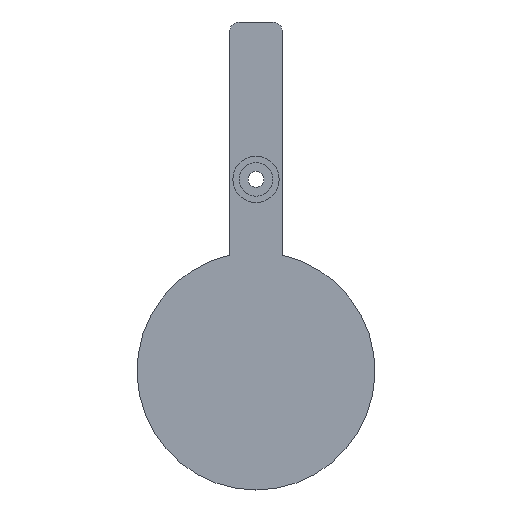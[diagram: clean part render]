
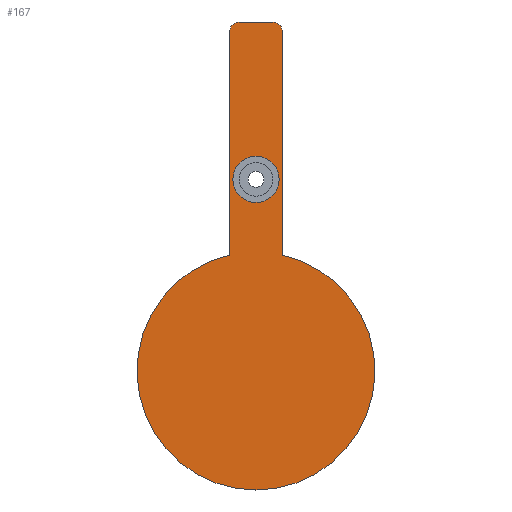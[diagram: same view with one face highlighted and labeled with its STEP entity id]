
A CAD part, top view. The second image highlights one B-rep face of the part: STEP entity #167.
In plain terms, the highlighted planar face has unit normal (0, 0, 1).
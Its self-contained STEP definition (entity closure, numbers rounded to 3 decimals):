
#24 = VERTEX_POINT('',#25);
#25 = CARTESIAN_POINT('',(-2.5,52.81,1.5));
#31 = EDGE_CURVE('',#24,#32,#34,.T.);
#32 = VERTEX_POINT('',#33);
#33 = CARTESIAN_POINT('',(-4.,51.31,1.5));
#34 = CIRCLE('',#35,1.5);
#35 = AXIS2_PLACEMENT_3D('',#36,#37,#38);
#36 = CARTESIAN_POINT('',(-2.5,51.31,1.5));
#37 = DIRECTION('',(0.,0.,1.));
#38 = DIRECTION('',(1.,0.,0.));
#64 = EDGE_CURVE('',#24,#65,#67,.T.);
#65 = VERTEX_POINT('',#66);
#66 = CARTESIAN_POINT('',(2.5,52.81,1.5));
#67 = LINE('',#68,#69);
#68 = CARTESIAN_POINT('',(-2.5,52.81,1.5));
#69 = VECTOR('',#70,1.);
#70 = DIRECTION('',(1.,0.,0.));
#97 = VERTEX_POINT('',#98);
#98 = CARTESIAN_POINT('',(-4.,17.55,1.5));
#104 = EDGE_CURVE('',#97,#32,#105,.T.);
#105 = LINE('',#106,#107);
#106 = CARTESIAN_POINT('',(-4.,17.55,1.5));
#107 = VECTOR('',#108,1.);
#108 = DIRECTION('',(0.,1.,0.));
#167 = ADVANCED_FACE('',(#168,#197),#208,.T.);
#168 = FACE_BOUND('',#169,.T.);
#169 = EDGE_LOOP('',(#170,#171,#172,#181,#189,#196));
#170 = ORIENTED_EDGE('',*,*,#31,.T.);
#171 = ORIENTED_EDGE('',*,*,#104,.F.);
#172 = ORIENTED_EDGE('',*,*,#173,.T.);
#173 = EDGE_CURVE('',#97,#174,#176,.T.);
#174 = VERTEX_POINT('',#175);
#175 = CARTESIAN_POINT('',(4.,17.55,1.5));
#176 = CIRCLE('',#177,18.);
#177 = AXIS2_PLACEMENT_3D('',#178,#179,#180);
#178 = CARTESIAN_POINT('',(0.,0.,1.5));
#179 = DIRECTION('',(0.,0.,1.));
#180 = DIRECTION('',(1.,0.,0.));
#181 = ORIENTED_EDGE('',*,*,#182,.F.);
#182 = EDGE_CURVE('',#183,#174,#185,.T.);
#183 = VERTEX_POINT('',#184);
#184 = CARTESIAN_POINT('',(4.,51.31,1.5));
#185 = LINE('',#186,#187);
#186 = CARTESIAN_POINT('',(4.,51.31,1.5));
#187 = VECTOR('',#188,1.);
#188 = DIRECTION('',(0.,-1.,0.));
#189 = ORIENTED_EDGE('',*,*,#190,.T.);
#190 = EDGE_CURVE('',#183,#65,#191,.T.);
#191 = CIRCLE('',#192,1.5);
#192 = AXIS2_PLACEMENT_3D('',#193,#194,#195);
#193 = CARTESIAN_POINT('',(2.5,51.31,1.5));
#194 = DIRECTION('',(0.,0.,1.));
#195 = DIRECTION('',(1.,0.,0.));
#196 = ORIENTED_EDGE('',*,*,#64,.F.);
#197 = FACE_BOUND('',#198,.T.);
#198 = EDGE_LOOP('',(#199));
#199 = ORIENTED_EDGE('',*,*,#200,.F.);
#200 = EDGE_CURVE('',#201,#201,#203,.T.);
#201 = VERTEX_POINT('',#202);
#202 = CARTESIAN_POINT('',(3.5,29.,1.5));
#203 = CIRCLE('',#204,3.5);
#204 = AXIS2_PLACEMENT_3D('',#205,#206,#207);
#205 = CARTESIAN_POINT('',(0.,29.,1.5));
#206 = DIRECTION('',(0.,0.,1.));
#207 = DIRECTION('',(1.,0.,0.));
#208 = PLANE('',#209);
#209 = AXIS2_PLACEMENT_3D('',#210,#211,#212);
#210 = CARTESIAN_POINT('',(0.,16.981,1.5));
#211 = DIRECTION('',(0.,0.,1.));
#212 = DIRECTION('',(1.,0.,0.));
